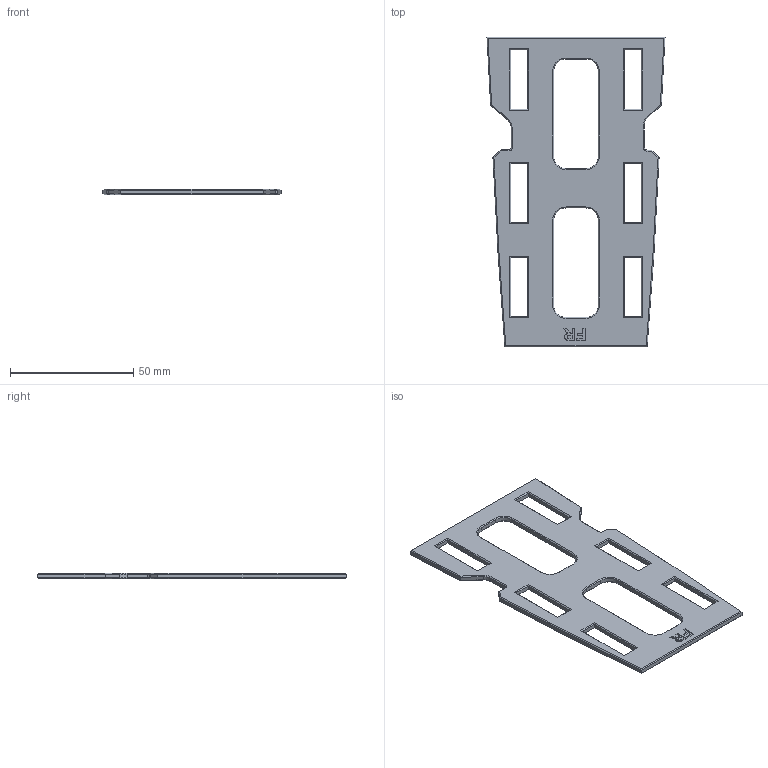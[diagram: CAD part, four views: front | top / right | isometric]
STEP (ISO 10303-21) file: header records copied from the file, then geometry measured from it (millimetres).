
FILE_DESCRIPTION(/* description */ (''),/* implementation_level */ '2;1');
FILE_NAME(/* name */ 'Battery plate.step',/* time_stamp */ '2024-11-26T12:10:42+01:00',/* author */ (''),/* organization */ (''),/* preprocessor_version */ 'ST-DEVELOPER v20',/* originating_system */ 'Autodesk Translation Framework v13.20.0.188',/* authorisation */ '');
FILE_SCHEMA (('AUTOMOTIVE_DESIGN { 1 0 10303 214 3 1 1 }'));
Length unit declared in the file: millimetre
Products named in the file (1): Battery plate
Bounding box: 72.12 x 125.27 x 2.4 mm (x, y, z)
Volume: 12862.1 mm3; surface area: 12815.5 mm2
Topology: 1 solids, 1 shells, 216 faces, 517 edges, 306 vertices
Faces by surface type: plane 146, bspline 34, cone 24, cylinder 12
Entity records: 6607 total; most frequent: CARTESIAN_POINT 1816, ORIENTED_EDGE 1034, DIRECTION 851, EDGE_CURVE 517, LINE 389, VECTOR 389, VERTEX_POINT 306, EDGE_LOOP 235
